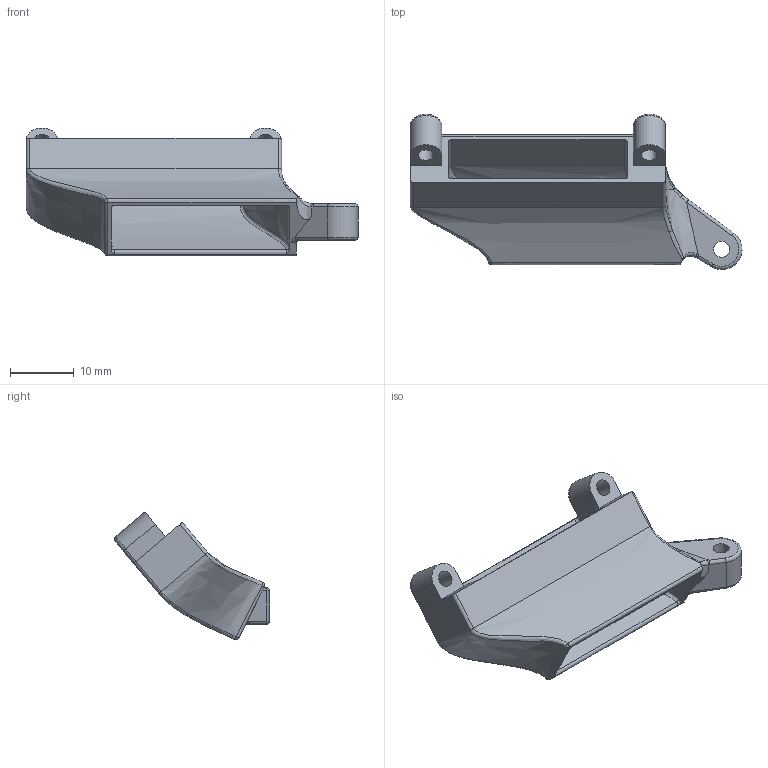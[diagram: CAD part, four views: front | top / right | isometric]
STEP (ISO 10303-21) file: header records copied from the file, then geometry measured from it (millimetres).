
FILE_DESCRIPTION(/* description */ ('STEP AP242','CAx-IF Rec.Pracs.---Representation and Presentation of Product Manufacturing Information (PMI)---4.0---2014-10-13','CAx-IF Rec.Pracs.---3D Tessellated Geometry---0.4---2014-09-14','2;1'),/* implementation_level */ '2;1');
FILE_NAME(/* name */ '6681d5d99389e62184d8205c',/* time_stamp */ '2024-06-30T22:02:01Z',/* author */ (''),/* organization */ (''),/* preprocessor_version */ 'ST-DEVELOPER v20',/* originating_system */ ' ',/* authorisation */ ' ');
FILE_SCHEMA (('AP242_MANAGED_MODEL_BASED_3D_ENGINEERING_MIM_LF { 1 0 10303 442 1 1 4 }'));
Length unit declared in the file: metre
Products named in the file (1): Part 13
Bounding box: 52.01 x 24.31 x 20.01 mm (x, y, z)
Volume: 3283.8 mm3; surface area: 3882.4 mm2
Topology: 1 solids, 1 shells, 93 faces, 226 edges, 132 vertices
Faces by surface type: bspline 40, cylinder 27, plane 20, torus 4, sphere 2
Full cylindrical faces by diameter (mm): 2.5 x3
Entity records: 3468 total; most frequent: CARTESIAN_POINT 1555, ORIENTED_EDGE 440, DIRECTION 314, EDGE_CURVE 220, VERTEX_POINT 132, AXIS2_PLACEMENT_3D 118, EDGE_LOOP 104, FACE_BOUND 104
